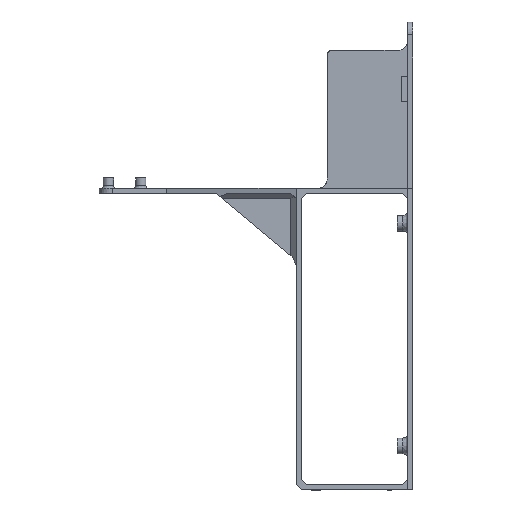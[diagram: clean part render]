
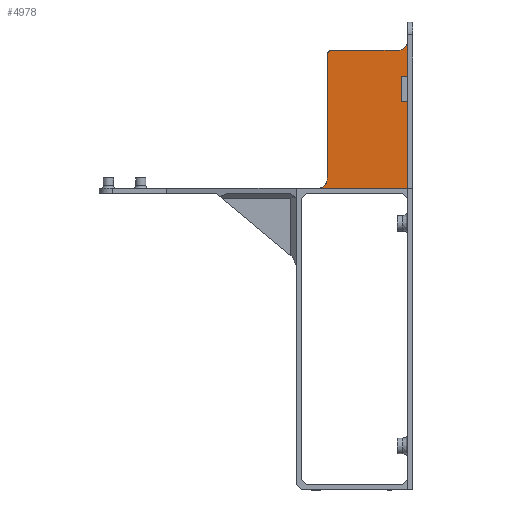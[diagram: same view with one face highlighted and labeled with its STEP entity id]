
A CAD part, left-side view. The second image highlights one B-rep face of the part: STEP entity #4978.
In plain terms, the highlighted planar face has unit normal (-1, 0, 0).
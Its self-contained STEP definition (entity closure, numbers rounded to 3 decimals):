
#243=PLANE('',#5265);
#392=FACE_OUTER_BOUND('',#664,.T.);
#664=EDGE_LOOP('',(#3489,#3490,#3491,#3492,#3493,#3494,#3495));
#1024=LINE('',#6767,#1527);
#1027=LINE('',#6835,#1530);
#1053=LINE('',#7270,#1556);
#1054=LINE('',#7272,#1557);
#1527=VECTOR('',#5566,10.);
#1530=VECTOR('',#5571,10.);
#1556=VECTOR('',#5611,10.);
#1557=VECTOR('',#5614,10.);
#2007=B_SPLINE_CURVE_WITH_KNOTS('',3,(#6641,#6642,#6643,#6644,#6645,#6646,
#6647,#6648,#6649,#6650,#6651,#6652,#6653,#6654,#6655,#6656),
 .UNSPECIFIED.,.F.,.F.,(4,3,3,3,3,4),(0.,0.078,0.117,
0.155,0.233,0.272),.UNSPECIFIED.);
#2011=B_SPLINE_CURVE_WITH_KNOTS('',3,(#6810,#6811,#6812,#6813,#6814,#6815,
#6816,#6817,#6818,#6819,#6820,#6821,#6822,#6823,#6824,#6825,#6826,#6827,
#6828,#6829,#6830,#6831),.UNSPECIFIED.,.F.,.F.,(4,3,3,3,3,3,3,4),(0.,0.078,
0.155,0.233,0.311,0.389,
0.466,0.544),.UNSPECIFIED.);
#2026=B_SPLINE_CURVE_WITH_KNOTS('',3,(#7245,#7246,#7247,#7248,#7249,#7250,
#7251,#7252,#7253,#7254,#7255,#7256,#7257,#7258,#7259,#7260,#7261,#7262,
#7263,#7264,#7265,#7266),.UNSPECIFIED.,.F.,.F.,(4,3,3,3,3,3,3,4),(0.,0.078,
0.155,0.233,0.311,0.389,
0.466,0.544),.UNSPECIFIED.);
#2155=VERTEX_POINT('',#6639);
#2156=VERTEX_POINT('',#6640);
#2181=VERTEX_POINT('',#6766);
#2182=VERTEX_POINT('',#6809);
#2183=VERTEX_POINT('',#6834);
#2226=VERTEX_POINT('',#7243);
#2227=VERTEX_POINT('',#7244);
#2652=EDGE_CURVE('',#2155,#2156,#2007,.T.);
#2679=EDGE_CURVE('',#2181,#2156,#1024,.T.);
#2681=EDGE_CURVE('',#2181,#2182,#2011,.T.);
#2683=EDGE_CURVE('',#2182,#2183,#1027,.T.);
#2727=EDGE_CURVE('',#2226,#2227,#2026,.T.);
#2730=EDGE_CURVE('',#2155,#2227,#1053,.T.);
#2731=EDGE_CURVE('',#2183,#2226,#1054,.T.);
#3489=ORIENTED_EDGE('',*,*,#2652,.F.);
#3490=ORIENTED_EDGE('',*,*,#2730,.T.);
#3491=ORIENTED_EDGE('',*,*,#2727,.F.);
#3492=ORIENTED_EDGE('',*,*,#2731,.F.);
#3493=ORIENTED_EDGE('',*,*,#2683,.F.);
#3494=ORIENTED_EDGE('',*,*,#2681,.F.);
#3495=ORIENTED_EDGE('',*,*,#2679,.T.);
#4978=ADVANCED_FACE('',(#392),#243,.T.);
#5265=AXIS2_PLACEMENT_3D('',#7271,#5612,#5613);
#5566=DIRECTION('',(0.,1.,0.));
#5571=DIRECTION('',(0.,0.,-1.));
#5611=DIRECTION('',(0.,0.,-1.));
#5612=DIRECTION('center_axis',(-1.,0.,0.));
#5613=DIRECTION('ref_axis',(0.,0.,1.));
#5614=DIRECTION('',(0.,1.,0.));
#6639=CARTESIAN_POINT('',(32.787,33.,75.75));
#6640=CARTESIAN_POINT('',(32.787,31.,77.75));
#6641=CARTESIAN_POINT('Ctrl Pts',(32.787,33.,75.75));
#6642=CARTESIAN_POINT('Ctrl Pts',(32.787,33.,76.049));
#6643=CARTESIAN_POINT('Ctrl Pts',(32.787,32.985,76.349));
#6644=CARTESIAN_POINT('Ctrl Pts',(32.787,32.875,76.635));
#6645=CARTESIAN_POINT('Ctrl Pts',(32.787,32.82,76.778));
#6646=CARTESIAN_POINT('Ctrl Pts',(32.787,32.742,76.918));
#6647=CARTESIAN_POINT('Ctrl Pts',(32.787,32.643,77.048));
#6648=CARTESIAN_POINT('Ctrl Pts',(32.787,32.544,77.178));
#6649=CARTESIAN_POINT('Ctrl Pts',(32.787,32.424,77.298));
#6650=CARTESIAN_POINT('Ctrl Pts',(32.787,32.295,77.396));
#6651=CARTESIAN_POINT('Ctrl Pts',(32.787,32.036,77.593));
#6652=CARTESIAN_POINT('Ctrl Pts',(32.787,31.739,77.7));
#6653=CARTESIAN_POINT('Ctrl Pts',(32.787,31.444,77.734));
#6654=CARTESIAN_POINT('Ctrl Pts',(32.787,31.297,77.751));
#6655=CARTESIAN_POINT('Ctrl Pts',(32.787,31.15,77.75));
#6656=CARTESIAN_POINT('Ctrl Pts',(32.787,31.,77.75));
#6766=CARTESIAN_POINT('',(32.787,6.,77.75));
#6767=CARTESIAN_POINT('',(32.787,33.,77.75));
#6809=CARTESIAN_POINT('',(32.787,2.,81.75));
#6810=CARTESIAN_POINT('Ctrl Pts',(32.787,6.,77.75));
#6811=CARTESIAN_POINT('Ctrl Pts',(32.787,5.701,77.75));
#6812=CARTESIAN_POINT('Ctrl Pts',(32.787,5.405,77.751));
#6813=CARTESIAN_POINT('Ctrl Pts',(32.787,5.11,77.785));
#6814=CARTESIAN_POINT('Ctrl Pts',(32.787,4.815,77.819));
#6815=CARTESIAN_POINT('Ctrl Pts',(32.787,4.521,77.884));
#6816=CARTESIAN_POINT('Ctrl Pts',(32.787,4.234,77.996));
#6817=CARTESIAN_POINT('Ctrl Pts',(32.787,3.947,78.107));
#6818=CARTESIAN_POINT('Ctrl Pts',(32.787,3.667,78.263));
#6819=CARTESIAN_POINT('Ctrl Pts',(32.787,3.407,78.461));
#6820=CARTESIAN_POINT('Ctrl Pts',(32.787,3.148,78.659));
#6821=CARTESIAN_POINT('Ctrl Pts',(32.787,2.909,78.898));
#6822=CARTESIAN_POINT('Ctrl Pts',(32.787,2.711,79.157));
#6823=CARTESIAN_POINT('Ctrl Pts',(32.787,2.513,79.417));
#6824=CARTESIAN_POINT('Ctrl Pts',(32.787,2.357,79.697));
#6825=CARTESIAN_POINT('Ctrl Pts',(32.787,2.245,79.984));
#6826=CARTESIAN_POINT('Ctrl Pts',(32.787,2.134,80.271));
#6827=CARTESIAN_POINT('Ctrl Pts',(32.787,2.069,80.565));
#6828=CARTESIAN_POINT('Ctrl Pts',(32.787,2.035,80.86));
#6829=CARTESIAN_POINT('Ctrl Pts',(32.787,2.002,81.155));
#6830=CARTESIAN_POINT('Ctrl Pts',(32.787,2.,81.451));
#6831=CARTESIAN_POINT('Ctrl Pts',(32.787,2.,81.75));
#6834=CARTESIAN_POINT('',(32.787,2.,24.5));
#6835=CARTESIAN_POINT('',(32.787,2.,24.74));
#7243=CARTESIAN_POINT('',(32.787,37.,24.5));
#7244=CARTESIAN_POINT('',(32.787,33.,28.5));
#7245=CARTESIAN_POINT('Ctrl Pts',(32.787,37.,24.5));
#7246=CARTESIAN_POINT('Ctrl Pts',(32.787,36.701,24.5));
#7247=CARTESIAN_POINT('Ctrl Pts',(32.787,36.405,24.502));
#7248=CARTESIAN_POINT('Ctrl Pts',(32.787,36.11,24.535));
#7249=CARTESIAN_POINT('Ctrl Pts',(32.787,35.815,24.569));
#7250=CARTESIAN_POINT('Ctrl Pts',(32.787,35.521,24.634));
#7251=CARTESIAN_POINT('Ctrl Pts',(32.787,35.234,24.745));
#7252=CARTESIAN_POINT('Ctrl Pts',(32.787,34.947,24.857));
#7253=CARTESIAN_POINT('Ctrl Pts',(32.787,34.667,25.013));
#7254=CARTESIAN_POINT('Ctrl Pts',(32.787,34.407,25.211));
#7255=CARTESIAN_POINT('Ctrl Pts',(32.787,34.148,25.409));
#7256=CARTESIAN_POINT('Ctrl Pts',(32.787,33.909,25.648));
#7257=CARTESIAN_POINT('Ctrl Pts',(32.787,33.711,25.907));
#7258=CARTESIAN_POINT('Ctrl Pts',(32.787,33.513,26.167));
#7259=CARTESIAN_POINT('Ctrl Pts',(32.787,33.357,26.447));
#7260=CARTESIAN_POINT('Ctrl Pts',(32.787,33.246,26.734));
#7261=CARTESIAN_POINT('Ctrl Pts',(32.787,33.134,27.021));
#7262=CARTESIAN_POINT('Ctrl Pts',(32.787,33.069,27.315));
#7263=CARTESIAN_POINT('Ctrl Pts',(32.787,33.035,27.61));
#7264=CARTESIAN_POINT('Ctrl Pts',(32.787,33.001,27.905));
#7265=CARTESIAN_POINT('Ctrl Pts',(32.787,33.,28.201));
#7266=CARTESIAN_POINT('Ctrl Pts',(32.787,33.,28.5));
#7270=CARTESIAN_POINT('',(32.787,33.,24.5));
#7271=CARTESIAN_POINT('Origin',(32.787,17.5,51.125));
#7272=CARTESIAN_POINT('',(32.787,31.25,24.5));
